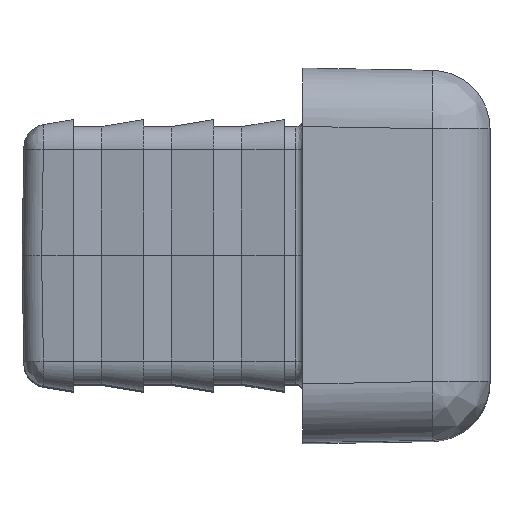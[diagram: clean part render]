
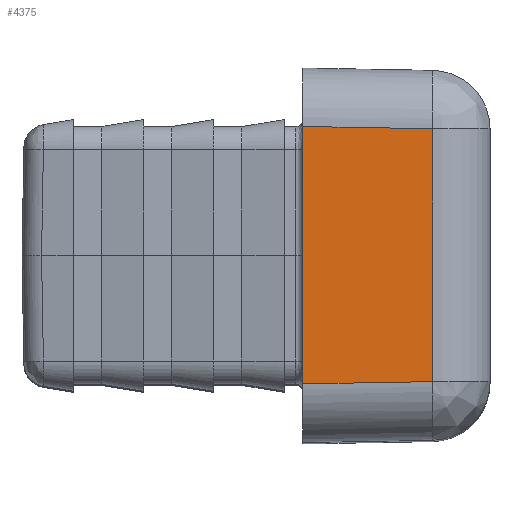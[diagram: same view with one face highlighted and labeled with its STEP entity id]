
A CAD part, top view. The second image highlights one B-rep face of the part: STEP entity #4375.
In plain terms, the highlighted planar face has unit normal (0.018, 0, 1).
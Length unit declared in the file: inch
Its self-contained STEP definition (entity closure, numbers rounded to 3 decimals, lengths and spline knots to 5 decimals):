
#89 = CARTESIAN_POINT ( 'NONE',  ( 0.21825, -0.21274, 0.78359 ) ) ;
#257 = DIRECTION ( 'NONE',  ( 1., 0., -0.017 ) ) ;
#381 = DIRECTION ( 'NONE',  ( 0., 1., 0. ) ) ;
#468 = LINE ( 'NONE', #5482, #9196 ) ;
#1127 = DIRECTION ( 'NONE',  ( 1., -0.017, -0.017 ) ) ;
#1444 = ORIENTED_EDGE ( 'NONE', *, *, #9575, .T. ) ;
#1463 = CARTESIAN_POINT ( 'NONE',  ( 0.21825, 0.21274, 0.78359 ) ) ;
#1944 = LINE ( 'NONE', #8688, #7836 ) ;
#2417 = EDGE_CURVE ( 'NONE', #4960, #7735, #1944, .T. ) ;
#2457 = VECTOR ( 'NONE', #8944, 39.37008 ) ;
#2881 = PLANE ( 'NONE',  #6510 ) ;
#4375 = ADVANCED_FACE ( 'NONE', ( #10453 ), #2881, .T. ) ;
#4601 = VECTOR ( 'NONE', #381, 39.37008 ) ;
#4746 = ORIENTED_EDGE ( 'NONE', *, *, #2417, .F. ) ;
#4960 = VERTEX_POINT ( 'NONE', #8749 ) ;
#5113 = ORIENTED_EDGE ( 'NONE', *, *, #10882, .T. ) ;
#5482 = CARTESIAN_POINT ( 'NONE',  ( 0., -0.21655, 0.7874 ) ) ;
#5573 = VERTEX_POINT ( 'NONE', #7407 ) ;
#5896 = VERTEX_POINT ( 'NONE', #89 ) ;
#6242 = CARTESIAN_POINT ( 'NONE',  ( 0., -0.31496, 0.7874 ) ) ;
#6510 = AXIS2_PLACEMENT_3D ( 'NONE', #6242, #9620, #257 ) ;
#6785 = EDGE_LOOP ( 'NONE', ( #9688, #5113, #1444, #4746 ) ) ;
#6880 = CARTESIAN_POINT ( 'NONE',  ( 0., 0., 0.7874 ) ) ;
#7119 = LINE ( 'NONE', #10615, #2457 ) ;
#7407 = CARTESIAN_POINT ( 'NONE',  ( 0., -0.21655, 0.7874 ) ) ;
#7735 = VERTEX_POINT ( 'NONE', #1463 ) ;
#7836 = VECTOR ( 'NONE', #1127, 39.37008 ) ;
#8688 = CARTESIAN_POINT ( 'NONE',  ( 0.02575, 0.2161, 0.78695 ) ) ;
#8749 = CARTESIAN_POINT ( 'NONE',  ( 0., 0.21655, 0.7874 ) ) ;
#8854 = DIRECTION ( 'NONE',  ( 1., 0.017, -0.017 ) ) ;
#8944 = DIRECTION ( 'NONE',  ( 0., 1., 0. ) ) ;
#9196 = VECTOR ( 'NONE', #8854, 39.37008 ) ;
#9575 = EDGE_CURVE ( 'NONE', #5896, #7735, #7119, .T. ) ;
#9590 = LINE ( 'NONE', #6880, #4601 ) ;
#9620 = DIRECTION ( 'NONE',  ( 0.017, 0., 1. ) ) ;
#9688 = ORIENTED_EDGE ( 'NONE', *, *, #10327, .F. ) ;
#10327 = EDGE_CURVE ( 'NONE', #5573, #4960, #9590, .T. ) ;
#10453 = FACE_OUTER_BOUND ( 'NONE', #6785, .T. ) ;
#10615 = CARTESIAN_POINT ( 'NONE',  ( 0.21825, -0.31496, 0.78359 ) ) ;
#10882 = EDGE_CURVE ( 'NONE', #5573, #5896, #468, .T. ) ;
